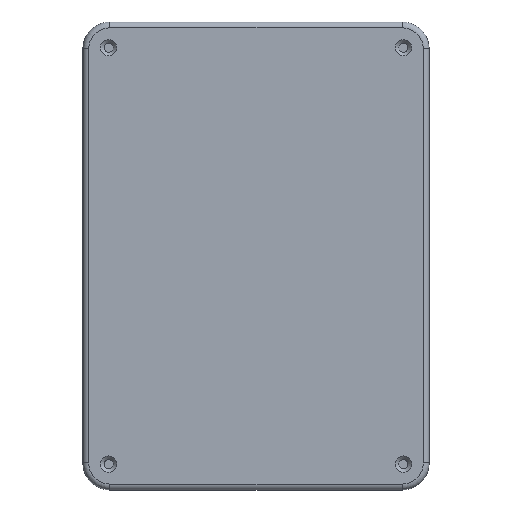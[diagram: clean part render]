
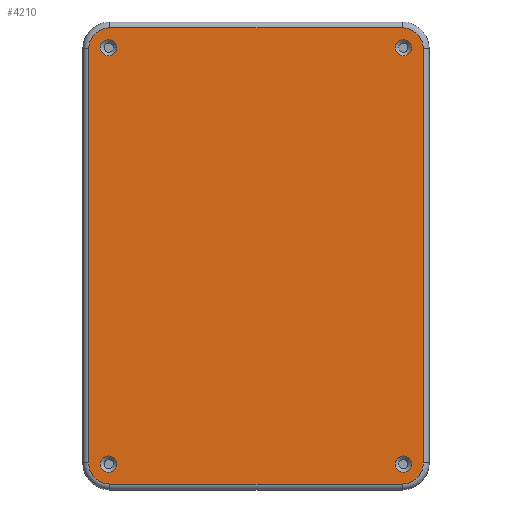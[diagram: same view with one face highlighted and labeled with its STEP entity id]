
A CAD part, top view. The second image highlights one B-rep face of the part: STEP entity #4210.
In plain terms, the highlighted planar face has unit normal (0, 0, 1).
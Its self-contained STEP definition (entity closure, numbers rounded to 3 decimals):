
#114=FACE_BOUND('',#868,.T.);
#115=FACE_BOUND('',#869,.T.);
#116=FACE_BOUND('',#870,.T.);
#117=FACE_BOUND('',#871,.T.);
#278=PLANE('',#4630);
#532=FACE_OUTER_BOUND('',#867,.T.);
#867=EDGE_LOOP('',(#3868,#3869,#3870,#3871,#3872,#3873,#3874,#3875));
#868=EDGE_LOOP('',(#3876));
#869=EDGE_LOOP('',(#3877));
#870=EDGE_LOOP('',(#3878));
#871=EDGE_LOOP('',(#3879));
#1268=LINE('',#6981,#1672);
#1272=LINE('',#6993,#1676);
#1276=LINE('',#7005,#1680);
#1280=LINE('',#7015,#1684);
#1672=VECTOR('',#5805,10.);
#1676=VECTOR('',#5817,10.);
#1680=VECTOR('',#5829,10.);
#1684=VECTOR('',#5841,10.);
#1823=CIRCLE('',#4595,1.75);
#1825=CIRCLE('',#4598,1.75);
#1827=CIRCLE('',#4601,1.75);
#1829=CIRCLE('',#4604,1.75);
#1836=CIRCLE('',#4616,4.5);
#1838=CIRCLE('',#4620,4.5);
#1840=CIRCLE('',#4624,4.5);
#1842=CIRCLE('',#4628,4.5);
#2178=VERTEX_POINT('',#6929);
#2180=VERTEX_POINT('',#6935);
#2182=VERTEX_POINT('',#6941);
#2184=VERTEX_POINT('',#6947);
#2192=VERTEX_POINT('',#6972);
#2193=VERTEX_POINT('',#6974);
#2195=VERTEX_POINT('',#6980);
#2197=VERTEX_POINT('',#6986);
#2199=VERTEX_POINT('',#6992);
#2201=VERTEX_POINT('',#6998);
#2203=VERTEX_POINT('',#7004);
#2205=VERTEX_POINT('',#7010);
#2724=EDGE_CURVE('',#2178,#2178,#1823,.T.);
#2727=EDGE_CURVE('',#2180,#2180,#1825,.T.);
#2730=EDGE_CURVE('',#2182,#2182,#1827,.T.);
#2733=EDGE_CURVE('',#2184,#2184,#1829,.T.);
#2746=EDGE_CURVE('',#2193,#2192,#1836,.T.);
#2749=EDGE_CURVE('',#2195,#2193,#1268,.T.);
#2752=EDGE_CURVE('',#2197,#2195,#1838,.T.);
#2755=EDGE_CURVE('',#2199,#2197,#1272,.T.);
#2758=EDGE_CURVE('',#2201,#2199,#1840,.T.);
#2761=EDGE_CURVE('',#2203,#2201,#1276,.T.);
#2764=EDGE_CURVE('',#2205,#2203,#1842,.T.);
#2767=EDGE_CURVE('',#2192,#2205,#1280,.T.);
#3868=ORIENTED_EDGE('',*,*,#2767,.T.);
#3869=ORIENTED_EDGE('',*,*,#2764,.T.);
#3870=ORIENTED_EDGE('',*,*,#2761,.T.);
#3871=ORIENTED_EDGE('',*,*,#2758,.T.);
#3872=ORIENTED_EDGE('',*,*,#2755,.T.);
#3873=ORIENTED_EDGE('',*,*,#2752,.T.);
#3874=ORIENTED_EDGE('',*,*,#2749,.T.);
#3875=ORIENTED_EDGE('',*,*,#2746,.T.);
#3876=ORIENTED_EDGE('',*,*,#2724,.T.);
#3877=ORIENTED_EDGE('',*,*,#2727,.T.);
#3878=ORIENTED_EDGE('',*,*,#2730,.T.);
#3879=ORIENTED_EDGE('',*,*,#2733,.T.);
#4210=ADVANCED_FACE('',(#532,#114,#115,#116,#117),#278,.T.);
#4595=AXIS2_PLACEMENT_3D('',#6930,#5748,#5749);
#4598=AXIS2_PLACEMENT_3D('',#6936,#5755,#5756);
#4601=AXIS2_PLACEMENT_3D('',#6942,#5762,#5763);
#4604=AXIS2_PLACEMENT_3D('',#6948,#5769,#5770);
#4616=AXIS2_PLACEMENT_3D('',#6975,#5799,#5800);
#4620=AXIS2_PLACEMENT_3D('',#6987,#5811,#5812);
#4624=AXIS2_PLACEMENT_3D('',#6999,#5823,#5824);
#4628=AXIS2_PLACEMENT_3D('',#7011,#5835,#5836);
#4630=AXIS2_PLACEMENT_3D('',#7016,#5842,#5843);
#5748=DIRECTION('center_axis',(0.,0.,-1.));
#5749=DIRECTION('ref_axis',(1.,0.,0.));
#5755=DIRECTION('center_axis',(0.,0.,-1.));
#5756=DIRECTION('ref_axis',(1.,0.,0.));
#5762=DIRECTION('center_axis',(0.,0.,-1.));
#5763=DIRECTION('ref_axis',(1.,0.,0.));
#5769=DIRECTION('center_axis',(0.,0.,-1.));
#5770=DIRECTION('ref_axis',(1.,0.,0.));
#5799=DIRECTION('center_axis',(0.,0.,1.));
#5800=DIRECTION('ref_axis',(1.,0.,0.));
#5805=DIRECTION('',(0.,1.,0.));
#5811=DIRECTION('center_axis',(0.,0.,1.));
#5812=DIRECTION('ref_axis',(0.,-1.,0.));
#5817=DIRECTION('',(1.,0.,0.));
#5823=DIRECTION('center_axis',(0.,0.,1.));
#5824=DIRECTION('ref_axis',(-1.,0.,0.));
#5829=DIRECTION('',(0.,-1.,0.));
#5835=DIRECTION('center_axis',(0.,0.,1.));
#5836=DIRECTION('ref_axis',(0.,1.,0.));
#5841=DIRECTION('',(-1.,0.,0.));
#5842=DIRECTION('center_axis',(0.,0.,1.));
#5843=DIRECTION('ref_axis',(1.,0.,0.));
#6929=CARTESIAN_POINT('',(29.75,44.5,14.5));
#6930=CARTESIAN_POINT('Origin',(31.5,44.5,14.5));
#6935=CARTESIAN_POINT('',(29.75,-44.5,14.5));
#6936=CARTESIAN_POINT('Origin',(31.5,-44.5,14.5));
#6941=CARTESIAN_POINT('',(-33.25,44.5,14.5));
#6942=CARTESIAN_POINT('Origin',(-31.5,44.5,14.5));
#6947=CARTESIAN_POINT('',(-33.25,-44.5,14.5));
#6948=CARTESIAN_POINT('Origin',(-31.5,-44.5,14.5));
#6972=CARTESIAN_POINT('',(31.25,48.75,14.5));
#6974=CARTESIAN_POINT('',(35.75,44.25,14.5));
#6975=CARTESIAN_POINT('Origin',(31.25,44.25,14.5));
#6980=CARTESIAN_POINT('',(35.75,-44.25,14.5));
#6981=CARTESIAN_POINT('',(35.75,-22.125,14.5));
#6986=CARTESIAN_POINT('',(31.25,-48.75,14.5));
#6987=CARTESIAN_POINT('Origin',(31.25,-44.25,14.5));
#6992=CARTESIAN_POINT('',(-31.25,-48.75,14.5));
#6993=CARTESIAN_POINT('',(-15.625,-48.75,14.5));
#6998=CARTESIAN_POINT('',(-35.75,-44.25,14.5));
#6999=CARTESIAN_POINT('Origin',(-31.25,-44.25,14.5));
#7004=CARTESIAN_POINT('',(-35.75,44.25,14.5));
#7005=CARTESIAN_POINT('',(-35.75,22.125,14.5));
#7010=CARTESIAN_POINT('',(-31.25,48.75,14.5));
#7011=CARTESIAN_POINT('Origin',(-31.25,44.25,14.5));
#7015=CARTESIAN_POINT('',(15.625,48.75,14.5));
#7016=CARTESIAN_POINT('Origin',(0.,0.,
14.5));
